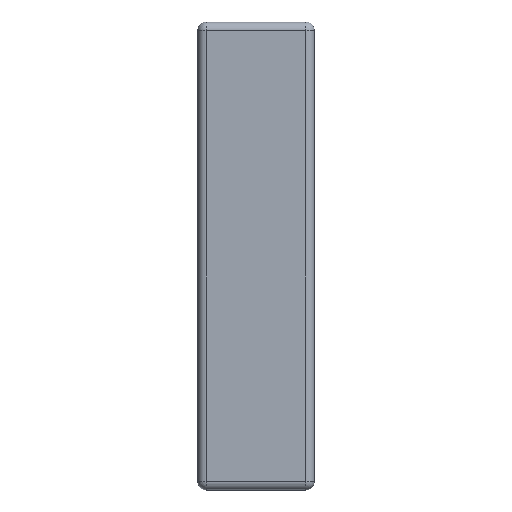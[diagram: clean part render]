
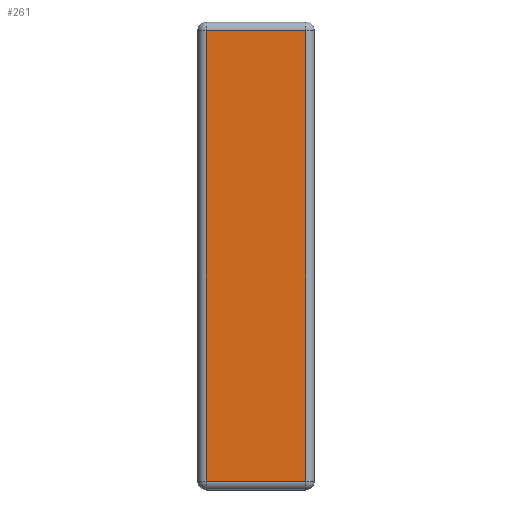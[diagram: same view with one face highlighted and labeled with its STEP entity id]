
A CAD part, top view. The second image highlights one B-rep face of the part: STEP entity #261.
In plain terms, the highlighted planar face has unit normal (0, 0, 1).
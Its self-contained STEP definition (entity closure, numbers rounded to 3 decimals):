
#15=PLANE('',#311);
#22=LINE('',#428,#42);
#24=LINE('',#441,#44);
#25=LINE('',#447,#45);
#27=LINE('',#454,#47);
#42=VECTOR('',#340,1.);
#44=VECTOR('',#354,1.);
#45=VECTOR('',#363,1.);
#47=VECTOR('',#373,1.);
#77=FACE_OUTER_BOUND('',#95,.T.);
#95=EDGE_LOOP('',(#205,#206,#207,#208));
#121=VERTEX_POINT('',#417);
#125=VERTEX_POINT('',#426);
#126=VERTEX_POINT('',#430);
#130=VERTEX_POINT('',#439);
#146=EDGE_CURVE('',#121,#125,#22,.T.);
#152=EDGE_CURVE('',#126,#130,#24,.T.);
#155=EDGE_CURVE('',#125,#126,#25,.T.);
#159=EDGE_CURVE('',#130,#121,#27,.T.);
#205=ORIENTED_EDGE('',*,*,#159,.T.);
#206=ORIENTED_EDGE('',*,*,#146,.T.);
#207=ORIENTED_EDGE('',*,*,#155,.T.);
#208=ORIENTED_EDGE('',*,*,#152,.T.);
#261=ADVANCED_FACE('',(#77),#15,.T.);
#311=AXIS2_PLACEMENT_3D('',#456,#375,#376);
#340=DIRECTION('',(0.,1.,0.));
#354=DIRECTION('',(0.,-1.,0.));
#363=DIRECTION('',(-1.,0.,0.));
#373=DIRECTION('',(1.,0.,0.));
#375=DIRECTION('center_axis',(0.,0.,1.));
#376=DIRECTION('ref_axis',(0.,1.,0.));
#417=CARTESIAN_POINT('',(8.5,-38.5,2.5));
#426=CARTESIAN_POINT('',(8.5,38.5,2.5));
#428=CARTESIAN_POINT('',(8.5,-21.,2.5));
#430=CARTESIAN_POINT('',(-8.5,38.5,2.5));
#439=CARTESIAN_POINT('',(-8.5,-38.5,2.5));
#441=CARTESIAN_POINT('',(-8.5,21.,2.5));
#447=CARTESIAN_POINT('',(-6.,38.5,2.5));
#454=CARTESIAN_POINT('',(6.,-38.5,2.5));
#456=CARTESIAN_POINT('Origin',(0.,0.,
2.5));
